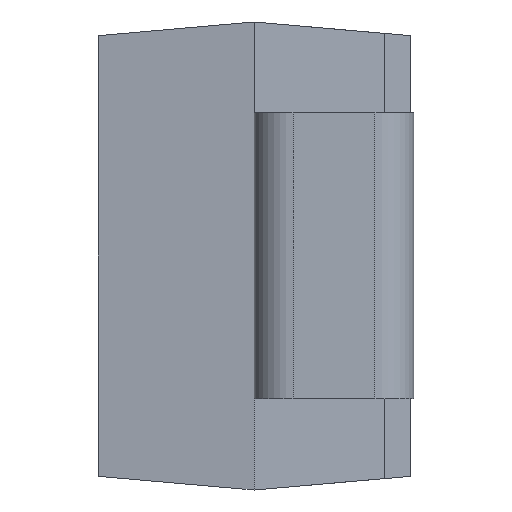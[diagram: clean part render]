
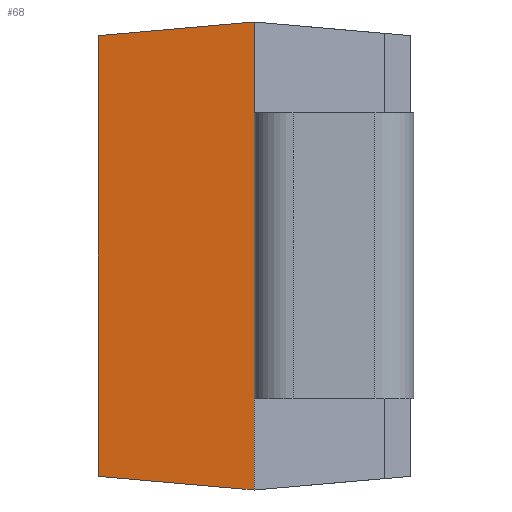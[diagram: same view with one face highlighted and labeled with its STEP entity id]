
A CAD part, left-side view. The second image highlights one B-rep face of the part: STEP entity #68.
In plain terms, the highlighted planar face has unit normal (-0.996, 0.087, 0).
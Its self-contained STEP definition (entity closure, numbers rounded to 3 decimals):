
#5 = EDGE_CURVE ( 'NONE', #92, #95, #560, .T. ) ;
#6 = ORIENTED_EDGE ( 'NONE', *, *, #91, .T. ) ;
#7 = ORIENTED_EDGE ( 'NONE', *, *, #5, .F. ) ;
#53 = VERTEX_POINT ( 'NONE', #742 ) ;
#63 = ORIENTED_EDGE ( 'NONE', *, *, #64, .T. ) ;
#64 = EDGE_CURVE ( 'NONE', #70, #65, #713, .T. ) ;
#65 = VERTEX_POINT ( 'NONE', #709 ) ;
#66 = ORIENTED_EDGE ( 'NONE', *, *, #67, .T. ) ;
#67 = EDGE_CURVE ( 'NONE', #53, #70, #707, .T. ) ;
#68 = ADVANCED_FACE ( 'NONE', ( #703 ), #688, .T. ) ;
#70 = VERTEX_POINT ( 'NONE', #733 ) ;
#90 = ORIENTED_EDGE ( 'NONE', *, *, #99, .T. ) ;
#91 = EDGE_CURVE ( 'NONE', #92, #53, #883, .T. ) ;
#92 = VERTEX_POINT ( 'NONE', #879 ) ;
#94 = VERTEX_POINT ( 'NONE', #874 ) ;
#95 = VERTEX_POINT ( 'NONE', #873 ) ;
#99 = EDGE_CURVE ( 'NONE', #65, #94, #804, .T. ) ;
#100 = ORIENTED_EDGE ( 'NONE', *, *, #101, .F. ) ;
#101 = EDGE_CURVE ( 'NONE', #95, #94, #800, .T. ) ;
#112 = EDGE_LOOP ( 'NONE', ( #66, #63, #90, #100, #7, #6 ) ) ;
#553 = DIRECTION ( 'NONE',  ( 0., 0., 1. ) ) ;
#554 = VECTOR ( 'NONE', #553, 1000. ) ;
#555 = CARTESIAN_POINT ( 'NONE',  ( -2.095, 1.2, 0. ) ) ;
#560 = LINE ( 'NONE', #555, #554 ) ;
#688 = PLANE ( 'NONE',  #740 ) ;
#703 = FACE_OUTER_BOUND ( 'NONE', #112, .T. ) ;
#704 = DIRECTION ( 'NONE',  ( 0., 0., 1. ) ) ;
#705 = VECTOR ( 'NONE', #704, 1000. ) ;
#706 = CARTESIAN_POINT ( 'NONE',  ( -2.2, 0., 0. ) ) ;
#707 = LINE ( 'NONE', #706, #705 ) ;
#709 = CARTESIAN_POINT ( 'NONE',  ( -2.2, 0., 1.1 ) ) ;
#710 = DIRECTION ( 'NONE',  ( 0., 0., 1. ) ) ;
#711 = VECTOR ( 'NONE', #710, 1000. ) ;
#712 = CARTESIAN_POINT ( 'NONE',  ( -2.2, 0., 0. ) ) ;
#713 = LINE ( 'NONE', #712, #711 ) ;
#733 = CARTESIAN_POINT ( 'NONE',  ( -2.2, 0., -1.1 ) ) ;
#737 = DIRECTION ( 'NONE',  ( -0.087, -0.996, 0. ) ) ;
#738 = DIRECTION ( 'NONE',  ( -0.996, 0.087, 0. ) ) ;
#739 = CARTESIAN_POINT ( 'NONE',  ( -2.2, 0., 0. ) ) ;
#740 = AXIS2_PLACEMENT_3D ( 'NONE', #739, #738, #737 ) ;
#742 = CARTESIAN_POINT ( 'NONE',  ( -2.2, 0., -1.8 ) ) ;
#797 = DIRECTION ( 'NONE',  ( -0.087, -0.992, 0.087 ) ) ;
#798 = VECTOR ( 'NONE', #797, 1000. ) ;
#799 = CARTESIAN_POINT ( 'NONE',  ( -2.186, 0.155, 1.786 ) ) ;
#800 = LINE ( 'NONE', #799, #798 ) ;
#801 = DIRECTION ( 'NONE',  ( 0., 0., 1. ) ) ;
#802 = VECTOR ( 'NONE', #801, 1000. ) ;
#803 = CARTESIAN_POINT ( 'NONE',  ( -2.2, 0., 0. ) ) ;
#804 = LINE ( 'NONE', #803, #802 ) ;
#873 = CARTESIAN_POINT ( 'NONE',  ( -2.095, 1.2, 1.695 ) ) ;
#874 = CARTESIAN_POINT ( 'NONE',  ( -2.2, 0., 1.8 ) ) ;
#879 = CARTESIAN_POINT ( 'NONE',  ( -2.095, 1.2, -1.695 ) ) ;
#880 = DIRECTION ( 'NONE',  ( -0.087, -0.992, -0.087 ) ) ;
#881 = VECTOR ( 'NONE', #880, 1000. ) ;
#882 = CARTESIAN_POINT ( 'NONE',  ( -2.186, 0.155, -1.786 ) ) ;
#883 = LINE ( 'NONE', #882, #881 ) ;
